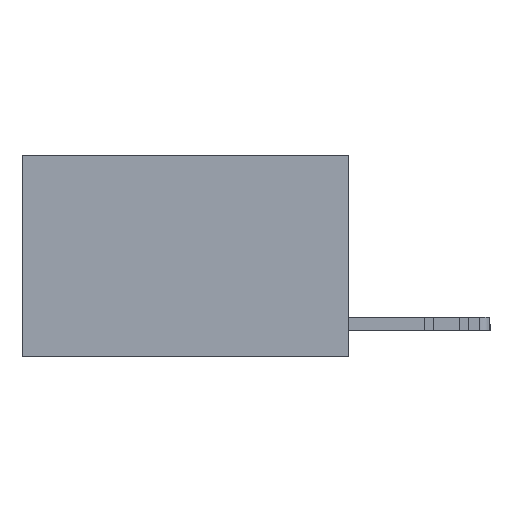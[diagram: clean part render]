
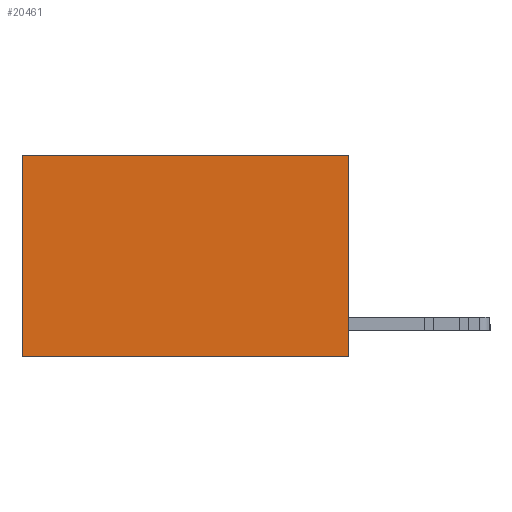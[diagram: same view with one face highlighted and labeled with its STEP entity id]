
A CAD part, left-side view. The second image highlights one B-rep face of the part: STEP entity #20461.
In plain terms, the highlighted planar face has unit normal (-1, 0, 0).
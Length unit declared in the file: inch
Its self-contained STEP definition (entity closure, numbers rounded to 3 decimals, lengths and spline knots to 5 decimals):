
#376 = ORIENTED_EDGE ( 'NONE', *, *, #21202, .F. ) ;
#415 = VERTEX_POINT ( 'NONE', #29057 ) ;
#3388 = PLANE ( 'NONE',  #5319 ) ;
#4060 = EDGE_LOOP ( 'NONE', ( #5410, #12890, #376, #16921 ) ) ;
#5262 = DIRECTION ( 'NONE',  ( 0., 0., -1. ) ) ;
#5319 = AXIS2_PLACEMENT_3D ( 'NONE', #11161, #20295, #6816 ) ;
#5410 = ORIENTED_EDGE ( 'NONE', *, *, #20646, .T. ) ;
#6816 = DIRECTION ( 'NONE',  ( 0., 0., -1. ) ) ;
#6878 = VECTOR ( 'NONE', #8427, 39.37008 ) ;
#8378 = VERTEX_POINT ( 'NONE', #17382 ) ;
#8427 = DIRECTION ( 'NONE',  ( 0., 1., 0. ) ) ;
#8545 = CARTESIAN_POINT ( 'NONE',  ( 0.2625, 0., -0.37 ) ) ;
#9659 = DIRECTION ( 'NONE',  ( 0., 0., -1. ) ) ;
#11161 = CARTESIAN_POINT ( 'NONE',  ( 0.2625, 0., 0. ) ) ;
#12537 = FACE_OUTER_BOUND ( 'NONE', #4060, .T. ) ;
#12890 = ORIENTED_EDGE ( 'NONE', *, *, #21650, .F. ) ;
#14263 = CARTESIAN_POINT ( 'NONE',  ( 0.2625, 0.6, -0.37 ) ) ;
#14286 = LINE ( 'NONE', #23259, #17750 ) ;
#14944 = VECTOR ( 'NONE', #17669, 39.37008 ) ;
#16921 = ORIENTED_EDGE ( 'NONE', *, *, #23035, .T. ) ;
#17382 = CARTESIAN_POINT ( 'NONE',  ( 0.2625, 0.6, 0. ) ) ;
#17669 = DIRECTION ( 'NONE',  ( 0., 1., 0. ) ) ;
#17750 = VECTOR ( 'NONE', #9659, 39.37008 ) ;
#19872 = VERTEX_POINT ( 'NONE', #29506 ) ;
#20295 = DIRECTION ( 'NONE',  ( 1., 0., 0. ) ) ;
#20461 = ADVANCED_FACE ( 'NONE', ( #12537 ), #3388, .F. ) ;
#20646 = EDGE_CURVE ( 'NONE', #8378, #29173, #14286, .T. ) ;
#21202 = EDGE_CURVE ( 'NONE', #415, #19872, #25916, .T. ) ;
#21650 = EDGE_CURVE ( 'NONE', #19872, #29173, #22020, .T. ) ;
#22020 = LINE ( 'NONE', #8545, #14944 ) ;
#23035 = EDGE_CURVE ( 'NONE', #415, #8378, #26834, .T. ) ;
#23259 = CARTESIAN_POINT ( 'NONE',  ( 0.2625, 0.6, 0. ) ) ;
#25419 = VECTOR ( 'NONE', #5262, 39.37008 ) ;
#25764 = CARTESIAN_POINT ( 'NONE',  ( 0.2625, 0., 0. ) ) ;
#25916 = LINE ( 'NONE', #25764, #25419 ) ;
#26834 = LINE ( 'NONE', #29370, #6878 ) ;
#29057 = CARTESIAN_POINT ( 'NONE',  ( 0.2625, 0., 0. ) ) ;
#29173 = VERTEX_POINT ( 'NONE', #14263 ) ;
#29370 = CARTESIAN_POINT ( 'NONE',  ( 0.2625, 0., 0. ) ) ;
#29506 = CARTESIAN_POINT ( 'NONE',  ( 0.2625, 0., -0.37 ) ) ;
